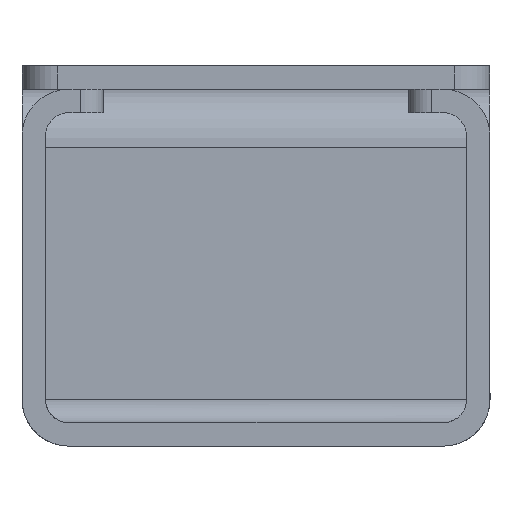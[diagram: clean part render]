
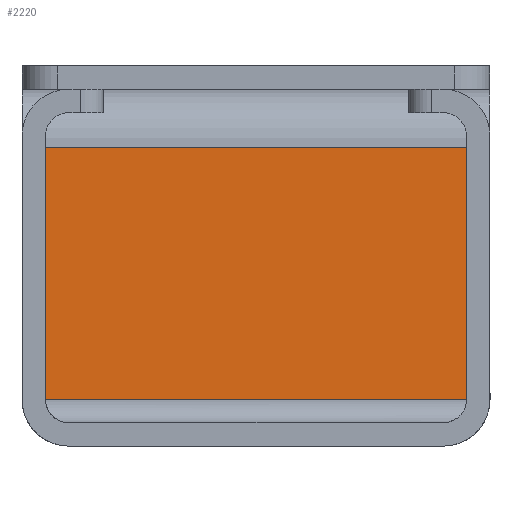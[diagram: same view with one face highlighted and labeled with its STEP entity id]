
A CAD part, left-side view. The second image highlights one B-rep face of the part: STEP entity #2220.
In plain terms, the highlighted planar face has unit normal (-1, 0, 0).
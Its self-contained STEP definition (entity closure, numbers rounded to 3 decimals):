
#94 = CARTESIAN_POINT ( 'NONE',  ( -16.25, -12.198, -12.5 ) ) ;
#177 = FACE_OUTER_BOUND ( 'NONE', #509, .T. ) ;
#218 = EDGE_CURVE ( 'NONE', #1275, #1947, #2105, .T. ) ;
#297 = LINE ( 'NONE', #1074, #1882 ) ;
#303 = CARTESIAN_POINT ( 'NONE',  ( -16.25, -18., -10.5 ) ) ;
#322 = CARTESIAN_POINT ( 'NONE',  ( -16.25, -18., 11. ) ) ;
#338 = ORIENTED_EDGE ( 'NONE', *, *, #1282, .F. ) ;
#440 = DIRECTION ( 'NONE',  ( 1., 0., 0. ) ) ;
#455 = CARTESIAN_POINT ( 'NONE',  ( -16.25, 18., -10.5 ) ) ;
#509 = EDGE_LOOP ( 'NONE', ( #1534, #1249, #338, #1823 ) ) ;
#587 = AXIS2_PLACEMENT_3D ( 'NONE', #94, #440, #1877 ) ;
#681 = VERTEX_POINT ( 'NONE', #1912 ) ;
#705 = CARTESIAN_POINT ( 'NONE',  ( -16.25, 18., -12.5 ) ) ;
#745 = EDGE_CURVE ( 'NONE', #1106, #681, #854, .T. ) ;
#819 = PLANE ( 'NONE',  #587 ) ;
#854 = LINE ( 'NONE', #705, #1437 ) ;
#860 = EDGE_CURVE ( 'NONE', #681, #1947, #297, .T. ) ;
#1074 = CARTESIAN_POINT ( 'NONE',  ( -16.25, 0., 11. ) ) ;
#1106 = VERTEX_POINT ( 'NONE', #455 ) ;
#1232 = CARTESIAN_POINT ( 'NONE',  ( -16.25, -18., -12.5 ) ) ;
#1249 = ORIENTED_EDGE ( 'NONE', *, *, #745, .F. ) ;
#1275 = VERTEX_POINT ( 'NONE', #303 ) ;
#1282 = EDGE_CURVE ( 'NONE', #1275, #1106, #1756, .T. ) ;
#1319 = VECTOR ( 'NONE', #2280, 1000. ) ;
#1437 = VECTOR ( 'NONE', #1751, 1000. ) ;
#1534 = ORIENTED_EDGE ( 'NONE', *, *, #860, .F. ) ;
#1571 = DIRECTION ( 'NONE',  ( 0., 0., 1. ) ) ;
#1740 = VECTOR ( 'NONE', #1571, 1000. ) ;
#1751 = DIRECTION ( 'NONE',  ( 0., 0., 1. ) ) ;
#1756 = LINE ( 'NONE', #2088, #1319 ) ;
#1823 = ORIENTED_EDGE ( 'NONE', *, *, #218, .T. ) ;
#1877 = DIRECTION ( 'NONE',  ( 0., 0., -1. ) ) ;
#1882 = VECTOR ( 'NONE', #1974, 1000. ) ;
#1912 = CARTESIAN_POINT ( 'NONE',  ( -16.25, 18., 11. ) ) ;
#1947 = VERTEX_POINT ( 'NONE', #322 ) ;
#1974 = DIRECTION ( 'NONE',  ( 0., -1., 0. ) ) ;
#2088 = CARTESIAN_POINT ( 'NONE',  ( -16.25, -12.198, -10.5 ) ) ;
#2105 = LINE ( 'NONE', #1232, #1740 ) ;
#2220 = ADVANCED_FACE ( 'NONE', ( #177 ), #819, .F. ) ;
#2280 = DIRECTION ( 'NONE',  ( 0., 1., 0. ) ) ;
